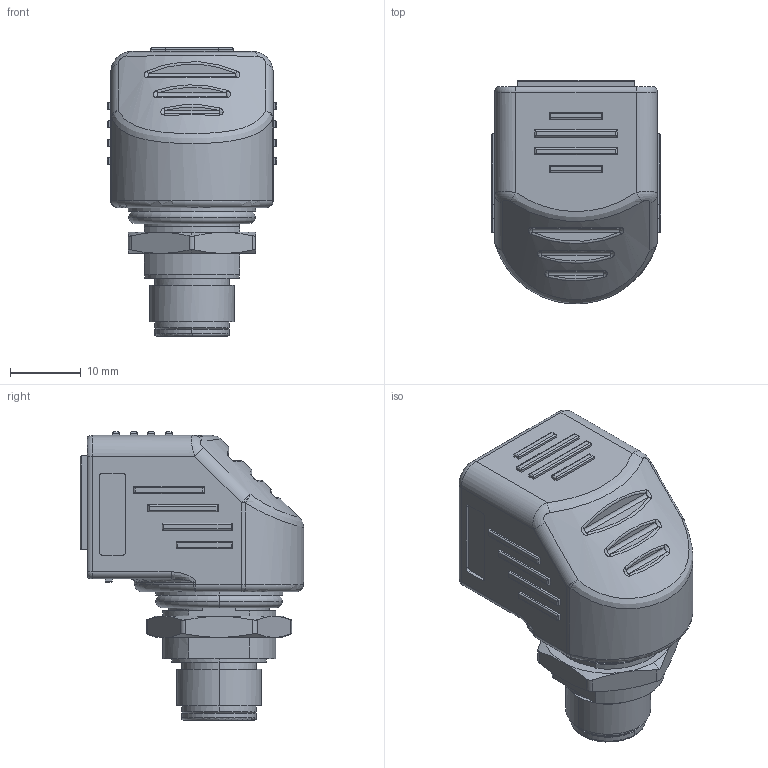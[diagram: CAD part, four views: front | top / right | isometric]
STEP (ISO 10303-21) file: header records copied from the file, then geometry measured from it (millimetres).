
FILE_DESCRIPTION(('CATIA V5 STEP Exchange','CAx-IF Rec.Pracs.--- Model Styling and Organization---1.4--- 2014-01-23'),'2;1');
FILE_NAME ('D1452601_1_1514940000_1514940000.stp','2020-04-20T07:30:22+00:00',('none'),('Weidmueller'),'CATIA Version 5-6 Release 2016 SP3 HF44','CATIA V5 STEP AP214','none');
FILE_SCHEMA(('AUTOMOTIVE_DESIGN { 1 0 10303 214 1 1 1 1 }'));
Length unit declared in the file: millimetre
Products named in the file (1): 1514940000
Bounding box: 24 x 31.64 x 40.8 mm (x, y, z)
Volume: 13994.6 mm3; surface area: 8780 mm2
Topology: 9 solids, 9 shells, 481 faces, 1223 edges, 773 vertices
Faces by surface type: plane 199, cylinder 166, bspline 48, cone 34, sphere 22, torus 12
Entity records: 24928 total; most frequent: CARTESIAN_POINT 14384, ORIENTED_EDGE 2406, DIRECTION 1665, EDGE_CURVE 1201, VERTEX_POINT 771, VECTOR 633, LINE 633, AXIS2_PLACEMENT_3D 617
